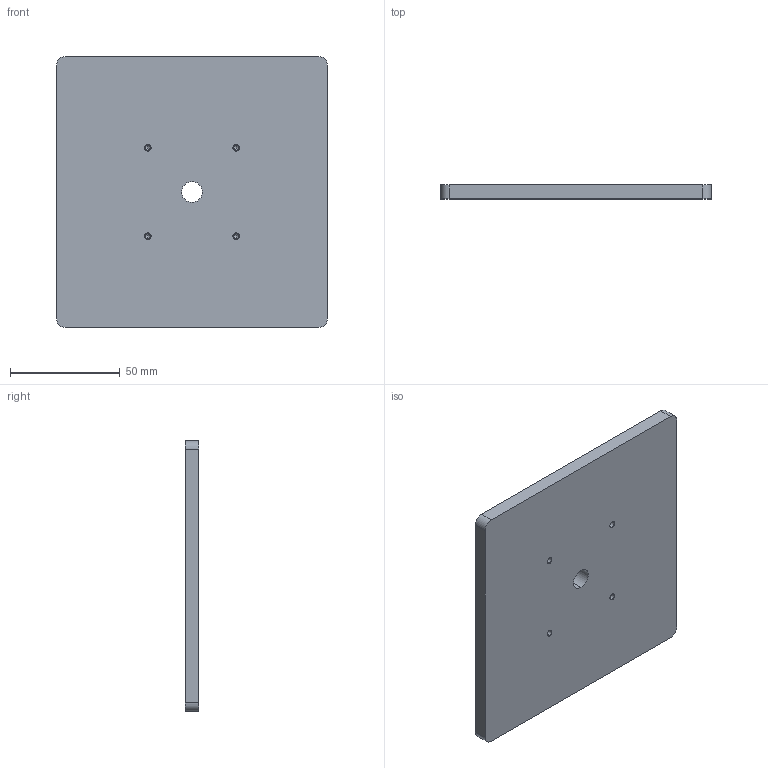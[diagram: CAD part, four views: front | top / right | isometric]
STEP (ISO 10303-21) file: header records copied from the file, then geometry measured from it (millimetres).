
FILE_DESCRIPTION (( 'STEP AP214' ), '1' );
FILE_NAME ('D1800031-102-v1.STEP', '2018-02-09T19:52:13', ( 'esanchez' ), ( 'Microsoft' ), 'SwSTEP 2.0', 'SolidWorks 2017', '' );
FILE_SCHEMA (( 'AUTOMOTIVE_DESIGN' ));
Length unit declared in the file: inch
Products named in the file (1): D1800031-102-v1
Bounding box: 123.62 x 6.35 x 123.62 mm (x, y, z)
Volume: 96187.1 mm3; surface area: 34123.8 mm2
Topology: 1 solids, 1 shells, 94 faces, 214 edges, 122 vertices
Faces by surface type: cylinder 46, cone 32, plane 16
Entity records: 2550 total; most frequent: DIRECTION 488, CARTESIAN_POINT 411, ORIENTED_EDGE 388, AXIS2_PLACEMENT_3D 199, EDGE_CURVE 194, VERTEX_POINT 122, EDGE_LOOP 116, CIRCLE 104
